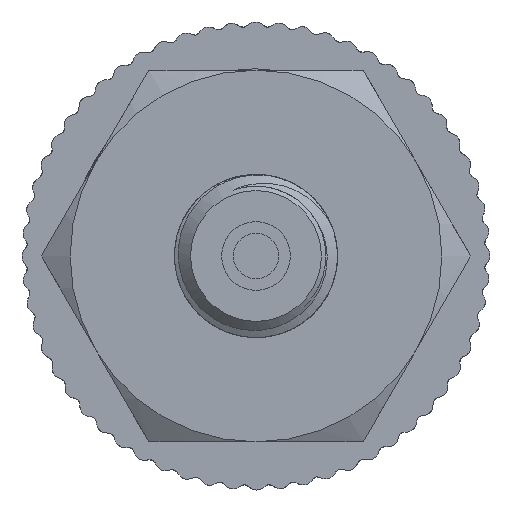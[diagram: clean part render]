
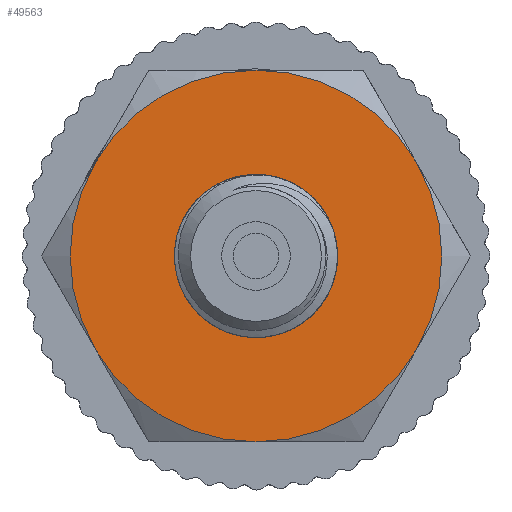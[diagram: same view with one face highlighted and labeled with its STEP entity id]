
A CAD part, left-side view. The second image highlights one B-rep face of the part: STEP entity #49563.
In plain terms, the highlighted planar face has unit normal (-1, 0, 0).
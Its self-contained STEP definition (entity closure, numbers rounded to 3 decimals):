
#1460=PLANE('',#52139);
#2936=FACE_BOUND('',#6025,.T.);
#3322=FACE_OUTER_BOUND('',#6024,.T.);
#6024=EDGE_LOOP('',(#34497));
#6025=EDGE_LOOP('',(#34498));
#8461=CIRCLE('',#52120,5.9);
#8468=CIRCLE('',#52137,13.5);
#20179=VERTEX_POINT('',#77869);
#20184=VERTEX_POINT('',#78593);
#25723=EDGE_CURVE('',#20179,#20179,#8461,.T.);
#25736=EDGE_CURVE('',#20184,#20184,#8468,.T.);
#34497=ORIENTED_EDGE('',*,*,#25736,.F.);
#34498=ORIENTED_EDGE('',*,*,#25723,.T.);
#49563=ADVANCED_FACE('',(#3322,#2936),#1460,.T.);
#52120=AXIS2_PLACEMENT_3D('',#77870,#56536,#56537);
#52137=AXIS2_PLACEMENT_3D('',#78595,#56574,#56575);
#52139=AXIS2_PLACEMENT_3D('',#78597,#56578,#56579);
#56536=DIRECTION('center_axis',(1.,0.,0.));
#56537=DIRECTION('ref_axis',(0.,0.,-1.));
#56574=DIRECTION('center_axis',(1.,0.,0.));
#56575=DIRECTION('ref_axis',(0.,0.,-1.));
#56578=DIRECTION('center_axis',(-1.,0.,0.));
#56579=DIRECTION('ref_axis',(0.,0.,1.));
#77869=CARTESIAN_POINT('',(-47.,0.,5.9));
#77870=CARTESIAN_POINT('Origin',(-47.,0.,0.));
#78593=CARTESIAN_POINT('',(-47.,-13.5,0.));
#78595=CARTESIAN_POINT('Origin',(-47.,0.,0.));
#78597=CARTESIAN_POINT('Origin',(-47.,13.5,0.));
